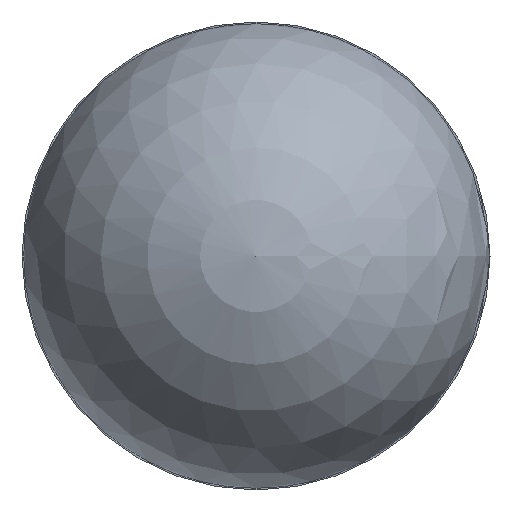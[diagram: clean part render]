
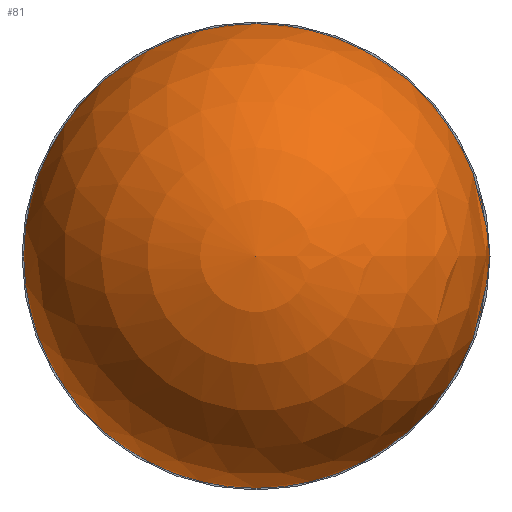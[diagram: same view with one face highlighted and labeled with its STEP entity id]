
A CAD part, left-side view. The second image highlights one B-rep face of the part: STEP entity #81.
In plain terms, the highlighted spherical face has radius 10 mm.
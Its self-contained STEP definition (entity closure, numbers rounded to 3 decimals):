
#32=VERTEX_LOOP('',#121);
#70=FACE_BOUND('',#32,.T.);
#81=ADVANCED_FACE('',(#70),#83,.T.);
#83=SPHERICAL_SURFACE('',#152,10.);
#121=VERTEX_POINT('',#210);
#152=AXIS2_PLACEMENT_3D('',#211,#185,#186);
#185=DIRECTION('',(-1.,0.,0.));
#186=DIRECTION('',(0.,-1.,0.));
#210=CARTESIAN_POINT('',(10.,-10.,0.));
#211=CARTESIAN_POINT('',(10.,0.,0.));
